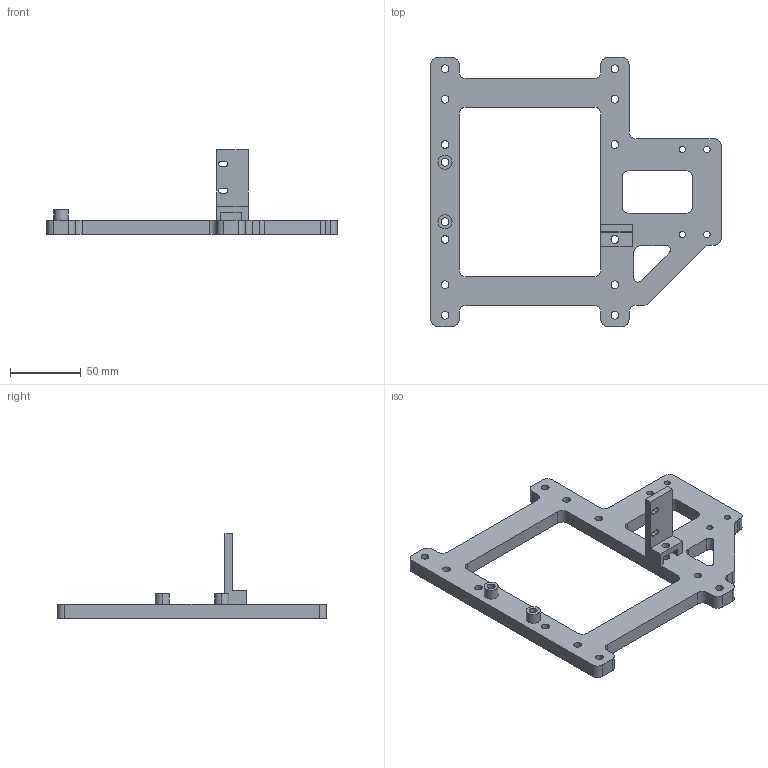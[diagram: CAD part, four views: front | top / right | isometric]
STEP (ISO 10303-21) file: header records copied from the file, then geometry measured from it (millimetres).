
FILE_DESCRIPTION (( 'STEP AP203' ), '1' );
FILE_NAME ('Zig Zag Base.STEP', '2021-07-31T11:17:37', ( '' ), ( '' ), 'SwSTEP 2.0', 'SolidWorks 2020', '' );
FILE_SCHEMA (( 'CONFIG_CONTROL_DESIGN' ));
Length unit declared in the file: millimetre
Products named in the file (1): Zig Zag Base
Bounding box: 205 x 190 x 60 mm (x, y, z)
Volume: 160961.2 mm3; surface area: 54275.7 mm2
Topology: 2 solids, 2 shells, 232 faces, 630 edges, 420 vertices
Faces by surface type: plane 157, cylinder 75
Entity records: 7475 total; most frequent: CARTESIAN_POINT 1283, ORIENTED_EDGE 1260, DIRECTION 1246, EDGE_CURVE 630, LINE 480, VECTOR 480, VERTEX_POINT 420, AXIS2_PLACEMENT_3D 383
